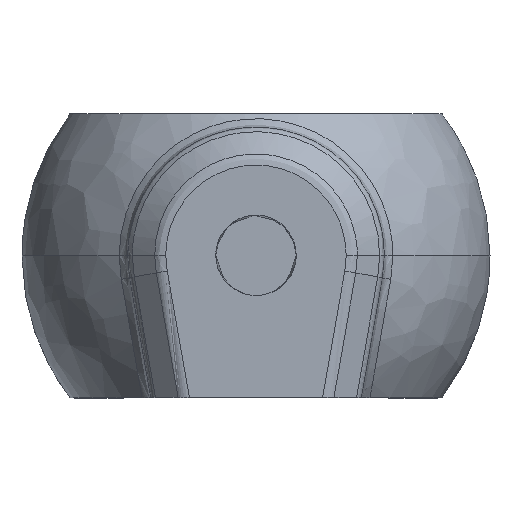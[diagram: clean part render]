
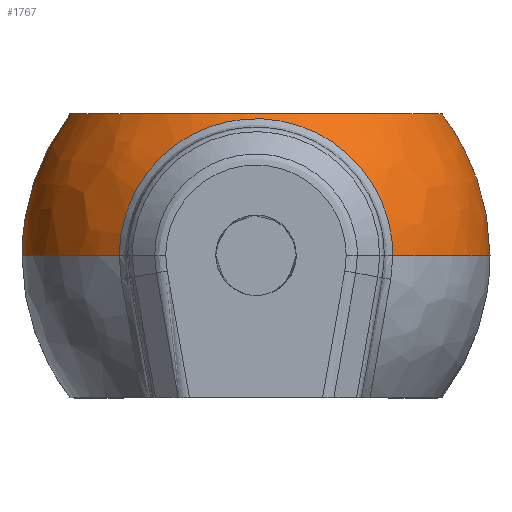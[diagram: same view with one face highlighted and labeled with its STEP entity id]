
A CAD part, top view. The second image highlights one B-rep face of the part: STEP entity #1767.
In plain terms, the highlighted free-form (B-spline) face has degree [2, 2] with [5, 3] control points.
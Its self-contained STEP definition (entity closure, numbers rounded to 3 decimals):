
#1446 = VERTEX_POINT('',#1447);
#1447 = CARTESIAN_POINT('',(-15.743,12.027,
    -12.027));
#1454 = EDGE_CURVE('',#1446,#1455,#1457,.T.);
#1455 = VERTEX_POINT('',#1456);
#1456 = CARTESIAN_POINT('',(15.743,12.027,
    -12.027));
#1457 = B_SPLINE_CURVE_WITH_KNOTS('',3,(#1458,#1459,#1460,#1461,#1462,
    #1463,#1464,#1465,#1466,#1467,#1468,#1469,#1470,#1471,#1472,#1473,
    #1474,#1475,#1476,#1477,#1478,#1479,#1480,#1481,#1482,#1483,#1484,
    #1485,#1486,#1487,#1488,#1489,#1490,#1491,#1492,#1493,#1494,#1495,
    #1496,#1497,#1498,#1499,#1500,#1501,#1502,#1503,#1504),
  .UNSPECIFIED.,.F.,.F.,(4,2,2,2,2,2,2,2,2,1,2,2,2,2,2,2,2,2,2,2,2,2,2,4
    ),(0.084,0.088,0.089,
    0.091,0.094,0.096,
    0.098,0.101,0.103,0.104,
    0.106,0.108,0.111,0.115,
    0.116,0.118,0.121,0.123,
    0.125,0.128,0.13,0.131,
    0.135,0.138),.UNSPECIFIED.);
#1458 = CARTESIAN_POINT('',(-15.743,12.027,
    -12.027));
#1459 = CARTESIAN_POINT('',(-15.697,12.027,
    -11.019));
#1460 = CARTESIAN_POINT('',(-15.558,12.027,
    -10.027));
#1461 = CARTESIAN_POINT('',(-15.21,12.027,
    -8.563));
#1462 = CARTESIAN_POINT('',(-15.071,12.027,
    -8.079));
#1463 = CARTESIAN_POINT('',(-14.745,12.027,
    -7.119));
#1464 = CARTESIAN_POINT('',(-14.559,12.027,
    -6.648));
#1465 = CARTESIAN_POINT('',(-13.942,12.027,
    -5.273));
#1466 = CARTESIAN_POINT('',(-13.448,12.027,
    -4.403));
#1467 = CARTESIAN_POINT('',(-12.582,12.027,
    -3.165));
#1468 = CARTESIAN_POINT('',(-12.271,12.027,
    -2.762));
#1469 = CARTESIAN_POINT('',(-11.616,12.027,
    -1.993));
#1470 = CARTESIAN_POINT('',(-11.272,12.027,
    -1.626));
#1471 = CARTESIAN_POINT('',(-10.194,12.027,
    -0.579));
#1472 = CARTESIAN_POINT('',(-9.412,12.027,
    0.049));
#1473 = CARTESIAN_POINT('',(-8.144,12.027,
    0.881));
#1474 = CARTESIAN_POINT('',(-7.705,12.027,
    1.139));
#1475 = CARTESIAN_POINT('',(-6.815,12.027,
    1.608));
#1476 = CARTESIAN_POINT('',(-5.907,12.027,
    2.032));
#1477 = CARTESIAN_POINT('',(-4.963,12.027,
    2.367));
#1478 = CARTESIAN_POINT('',(-4.,12.027,
    2.657));
#1479 = CARTESIAN_POINT('',(-3.508,12.027,
    2.78));
#1480 = CARTESIAN_POINT('',(-2.016,12.027,
    3.075));
#1481 = CARTESIAN_POINT('',(-1.01,12.027,
    3.174));
#1482 = CARTESIAN_POINT('',(1.021,12.027,3.173
    ));
#1483 = CARTESIAN_POINT('',(2.02,12.027,
    3.074));
#1484 = CARTESIAN_POINT('',(3.494,12.027,
    2.783));
#1485 = CARTESIAN_POINT('',(3.982,12.027,
    2.662));
#1486 = CARTESIAN_POINT('',(4.948,12.027,
    2.372));
#1487 = CARTESIAN_POINT('',(5.429,12.027,
    2.201));
#1488 = CARTESIAN_POINT('',(6.829,12.027,1.628
    ));
#1489 = CARTESIAN_POINT('',(7.715,12.027,
    1.161));
#1490 = CARTESIAN_POINT('',(8.976,12.027,
    0.336));
#1491 = CARTESIAN_POINT('',(9.385,12.027,
    0.039));
#1492 = CARTESIAN_POINT('',(10.177,12.027,
    -0.596));
#1493 = CARTESIAN_POINT('',(10.554,12.027,
    -0.929));
#1494 = CARTESIAN_POINT('',(11.634,12.027,
    -1.978));
#1495 = CARTESIAN_POINT('',(12.284,12.027,
    -2.741));
#1496 = CARTESIAN_POINT('',(13.153,12.027,
    -3.98));
#1497 = CARTESIAN_POINT('',(13.425,12.027,
    -4.411));
#1498 = CARTESIAN_POINT('',(13.923,12.027,
    -5.288));
#1499 = CARTESIAN_POINT('',(14.15,12.027,
    -5.736));
#1500 = CARTESIAN_POINT('',(14.765,12.027,
    -7.106));
#1501 = CARTESIAN_POINT('',(15.089,12.027,
    -8.056));
#1502 = CARTESIAN_POINT('',(15.559,12.027,
    -10.032));
#1503 = CARTESIAN_POINT('',(15.697,12.027,
    -11.027));
#1504 = CARTESIAN_POINT('',(15.743,12.027,
    -12.027));
#1767 = ADVANCED_FACE('',(#1768),#1811,.F.);
#1768 = FACE_BOUND('',#1769,.F.);
#1769 = EDGE_LOOP('',(#1770,#1771,#1779,#1787,#1797,#1805));
#1770 = ORIENTED_EDGE('',*,*,#1454,.T.);
#1771 = ORIENTED_EDGE('',*,*,#1772,.F.);
#1772 = EDGE_CURVE('',#1773,#1455,#1775,.T.);
#1773 = VERTEX_POINT('',#1774);
#1774 = CARTESIAN_POINT('',(19.811,0.,-12.027));
#1775 = ( BOUNDED_CURVE() B_SPLINE_CURVE(2,(#1776,#1777,#1778),
.UNSPECIFIED.,.F.,.F.) B_SPLINE_CURVE_WITH_KNOTS((3,3),(0.,
0.652),.PIECEWISE_BEZIER_KNOTS.) CURVE() 
GEOMETRIC_REPRESENTATION_ITEM() RATIONAL_B_SPLINE_CURVE((1.,
0.947,1.)) REPRESENTATION_ITEM('') );
#1776 = CARTESIAN_POINT('',(19.811,0.,-12.027));
#1777 = CARTESIAN_POINT('',(19.811,6.701,
    -12.027));
#1778 = CARTESIAN_POINT('',(15.743,12.027,
    -12.027));
#1779 = ORIENTED_EDGE('',*,*,#1780,.T.);
#1780 = EDGE_CURVE('',#1773,#1781,#1783,.T.);
#1781 = VERTEX_POINT('',#1782);
#1782 = CARTESIAN_POINT('',(11.595,0.,3.499));
#1783 = ( BOUNDED_CURVE() B_SPLINE_CURVE(2,(#1784,#1785,#1786),
.UNSPECIFIED.,.F.,.F.) B_SPLINE_CURVE_WITH_KNOTS((3,3),(1.607,
2.508),.PIECEWISE_BEZIER_KNOTS.) CURVE() 
GEOMETRIC_REPRESENTATION_ITEM() RATIONAL_B_SPLINE_CURVE((1.,
0.9,1.)) REPRESENTATION_ITEM('') );
#1784 = CARTESIAN_POINT('',(19.811,0.,-12.027));
#1785 = CARTESIAN_POINT('',(19.459,0.,-2.276));
#1786 = CARTESIAN_POINT('',(11.595,0.,3.499));
#1787 = ORIENTED_EDGE('',*,*,#1788,.F.);
#1788 = EDGE_CURVE('',#1789,#1781,#1791,.T.);
#1789 = VERTEX_POINT('',#1790);
#1790 = CARTESIAN_POINT('',(-11.595,0.,
    3.499));
#1791 = ( BOUNDED_CURVE() B_SPLINE_CURVE(2,(#1792,#1793,#1794,#1795,
#1796),.UNSPECIFIED.,.F.,.F.) B_SPLINE_CURVE_WITH_KNOTS((3,2,3),(0.,
1.571,3.142),.PIECEWISE_BEZIER_KNOTS.) CURVE() 
GEOMETRIC_REPRESENTATION_ITEM() RATIONAL_B_SPLINE_CURVE((1.,
0.707,1.,0.707,1.)) REPRESENTATION_ITEM('') );
#1792 = CARTESIAN_POINT('',(-11.595,0.,3.499));
#1793 = CARTESIAN_POINT('',(-11.595,11.595,
    3.499));
#1794 = CARTESIAN_POINT('',(0.,11.595,
    3.499));
#1795 = CARTESIAN_POINT('',(11.595,11.595,
    3.499));
#1796 = CARTESIAN_POINT('',(11.595,0.,
    3.499));
#1797 = ORIENTED_EDGE('',*,*,#1798,.F.);
#1798 = EDGE_CURVE('',#1799,#1789,#1801,.T.);
#1799 = VERTEX_POINT('',#1800);
#1800 = CARTESIAN_POINT('',(-19.811,0.,-12.027));
#1801 = ( BOUNDED_CURVE() B_SPLINE_CURVE(2,(#1802,#1803,#1804),
.UNSPECIFIED.,.F.,.F.) B_SPLINE_CURVE_WITH_KNOTS((3,3),(
0.036,0.937),.PIECEWISE_BEZIER_KNOTS.) CURVE() 
GEOMETRIC_REPRESENTATION_ITEM() RATIONAL_B_SPLINE_CURVE((1.,
0.9,1.)) REPRESENTATION_ITEM('') );
#1802 = CARTESIAN_POINT('',(-19.811,0.,
    -12.027));
#1803 = CARTESIAN_POINT('',(-19.459,0.,
    -2.276));
#1804 = CARTESIAN_POINT('',(-11.595,0.,
    3.499));
#1805 = ORIENTED_EDGE('',*,*,#1806,.F.);
#1806 = EDGE_CURVE('',#1446,#1799,#1807,.T.);
#1807 = ( BOUNDED_CURVE() B_SPLINE_CURVE(2,(#1808,#1809,#1810),
.UNSPECIFIED.,.F.,.F.) B_SPLINE_CURVE_WITH_KNOTS((3,3),(2.489,
3.142),.PIECEWISE_BEZIER_KNOTS.) CURVE() 
GEOMETRIC_REPRESENTATION_ITEM() RATIONAL_B_SPLINE_CURVE((1.,
0.947,1.)) REPRESENTATION_ITEM('') );
#1808 = CARTESIAN_POINT('',(-15.743,12.027,
    -12.027));
#1809 = CARTESIAN_POINT('',(-19.811,6.701,
    -12.027));
#1810 = CARTESIAN_POINT('',(-19.811,0.,
    -12.027));
#1811 = ( BOUNDED_SURFACE() B_SPLINE_SURFACE(2,2,(
    (#1812,#1813,#1814)
    ,(#1815,#1816,#1817)
    ,(#1818,#1819,#1820)
    ,(#1821,#1822,#1823)
    ,(#1824,#1825,#1826
)),.UNSPECIFIED.,.F.,.F.,.F.) B_SPLINE_SURFACE_WITH_KNOTS((3,2,3),(3,3),
  (3.142,4.712,6.283),(2.204,
    3.106),.PIECEWISE_BEZIER_KNOTS.) 
GEOMETRIC_REPRESENTATION_ITEM() RATIONAL_B_SPLINE_SURFACE((
    (1.,0.9,1.)
    ,(0.707,0.637,0.707)
    ,(1.,0.9,1.)
    ,(0.707,0.637,0.707)
,(1.,0.9,1.))) REPRESENTATION_ITEM('') SURFACE() );
#1812 = CARTESIAN_POINT('',(11.595,0.,
    3.499));
#1813 = CARTESIAN_POINT('',(19.459,0.,
    -2.276));
#1814 = CARTESIAN_POINT('',(19.811,0.,
    -12.027));
#1815 = CARTESIAN_POINT('',(11.595,11.595,
    3.499));
#1816 = CARTESIAN_POINT('',(19.459,19.459,
    -2.276));
#1817 = CARTESIAN_POINT('',(19.811,19.811,
    -12.027));
#1818 = CARTESIAN_POINT('',(0.,11.595,
    3.499));
#1819 = CARTESIAN_POINT('',(0.,19.459,
    -2.276));
#1820 = CARTESIAN_POINT('',(0.,19.811,
    -12.027));
#1821 = CARTESIAN_POINT('',(-11.595,11.595,
    3.499));
#1822 = CARTESIAN_POINT('',(-19.459,19.459,
    -2.276));
#1823 = CARTESIAN_POINT('',(-19.811,19.811,
    -12.027));
#1824 = CARTESIAN_POINT('',(-11.595,0.,
    3.499));
#1825 = CARTESIAN_POINT('',(-19.459,0.,
    -2.276));
#1826 = CARTESIAN_POINT('',(-19.811,0.,
    -12.027));
